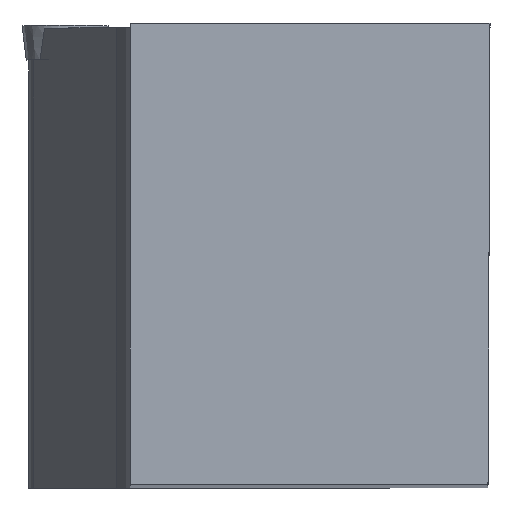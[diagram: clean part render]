
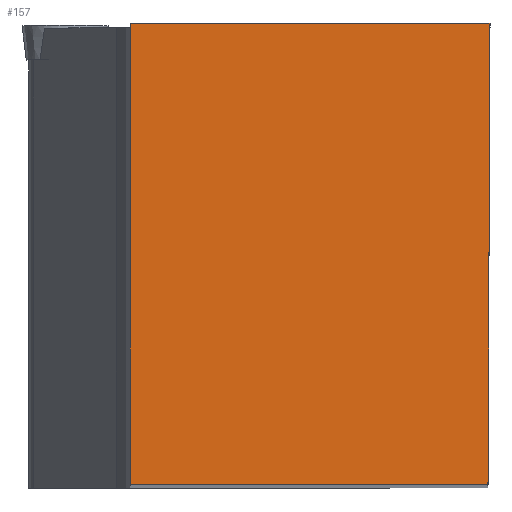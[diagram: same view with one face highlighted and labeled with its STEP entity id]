
A CAD part, top view. The second image highlights one B-rep face of the part: STEP entity #157.
In plain terms, the highlighted planar face has unit normal (0, 0, 1).
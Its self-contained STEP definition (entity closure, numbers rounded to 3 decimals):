
#157=ADVANCED_FACE('BLANK_BOXF006',(#195),#181,.F.);
#181=PLANE('',#542);
#195=FACE_OUTER_BOUND('',#208,.T.);
#208=EDGE_LOOP('',(#324,#325,#326,#327));
#256=LINE('',#771,#281);
#259=LINE('',#777,#284);
#261=LINE('',#783,#286);
#262=LINE('',#784,#287);
#281=VECTOR('',#619,1.);
#284=VECTOR('',#624,1.);
#286=VECTOR('',#630,1.);
#287=VECTOR('',#631,1.);
#324=ORIENTED_EDGE('',*,*,#444,.F.);
#325=ORIENTED_EDGE('',*,*,#441,.F.);
#326=ORIENTED_EDGE('',*,*,#445,.F.);
#327=ORIENTED_EDGE('',*,*,#438,.F.);
#399=VERTEX_POINT('',#770);
#400=VERTEX_POINT('',#772);
#401=VERTEX_POINT('',#776);
#402=VERTEX_POINT('',#778);
#438=EDGE_CURVE('',#399,#400,#256,.T.);
#441=EDGE_CURVE('',#401,#402,#259,.T.);
#444=EDGE_CURVE('',#402,#399,#261,.T.);
#445=EDGE_CURVE('',#400,#401,#262,.T.);
#542=AXIS2_PLACEMENT_3D('',#785,#632,#633);
#619=DIRECTION('',(1.,0.,0.));
#624=DIRECTION('',(-1.,0.,0.));
#630=DIRECTION('',(0.,1.,0.));
#631=DIRECTION('',(-0.004,-1.,0.));
#632=DIRECTION('',(0.,0.,-1.));
#633=DIRECTION('',(0.,-1.,0.));
#770=CARTESIAN_POINT('',(-24.875,31.85,0.));
#771=CARTESIAN_POINT('',(-177.35,31.85,0.));
#772=CARTESIAN_POINT('',(0.,31.85,0.));
#776=CARTESIAN_POINT('',(-0.139,0.,0.));
#777=CARTESIAN_POINT('',(177.35,0.,0.));
#778=CARTESIAN_POINT('',(-24.875,0.,0.));
#783=CARTESIAN_POINT('',(-24.875,-177.35,0.));
#784=CARTESIAN_POINT('',(0.635,177.348,0.));
#785=CARTESIAN_POINT('',(-38.35,-5.,0.));
